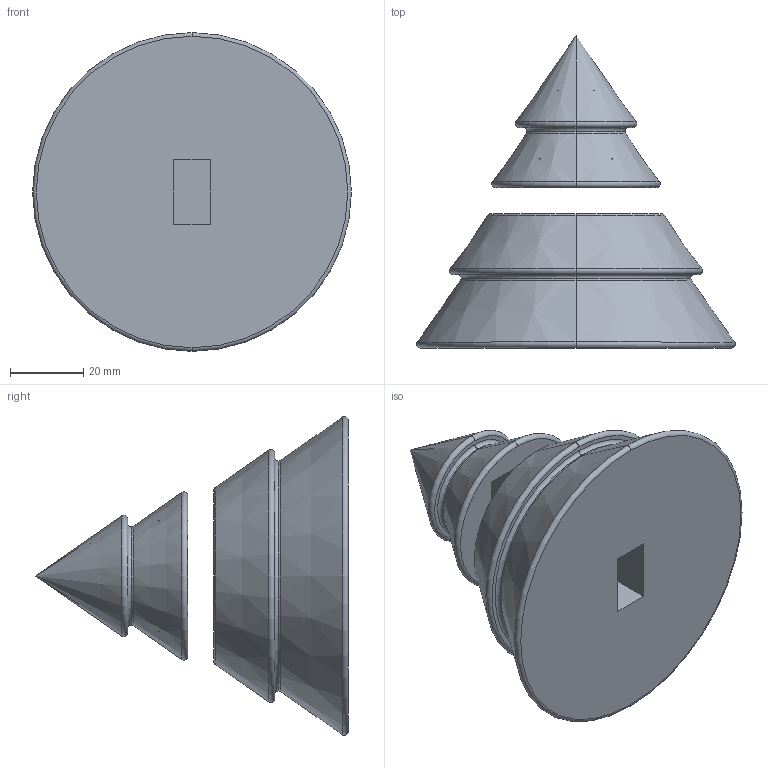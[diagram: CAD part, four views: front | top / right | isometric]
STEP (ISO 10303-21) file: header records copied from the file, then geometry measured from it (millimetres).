
FILE_DESCRIPTION (( 'STEP AP203' ), '1' );
FILE_NAME ('tree part.STEP', '2025-12-30T10:57:10', ( '' ), ( '' ), 'SwSTEP 2.0', 'SolidWorks 2025', '' );
FILE_SCHEMA (( 'CONFIG_CONTROL_DESIGN' ));
Length unit declared in the file: millimetre
Products named in the file (1): tree part
Bounding box: 86.76 x 85 x 86.76 mm (x, y, z)
Volume: 145188.3 mm3; surface area: 26395.4 mm2
Topology: 2 solids, 2 shells, 45 faces, 96 edges, 57 vertices
Faces by surface type: plane 19, torus 18, cone 8
Entity records: 1281 total; most frequent: DIRECTION 236, CARTESIAN_POINT 197, ORIENTED_EDGE 188, AXIS2_PLACEMENT_3D 96, EDGE_CURVE 94, VERTEX_POINT 57, EDGE_LOOP 51, CIRCLE 50
